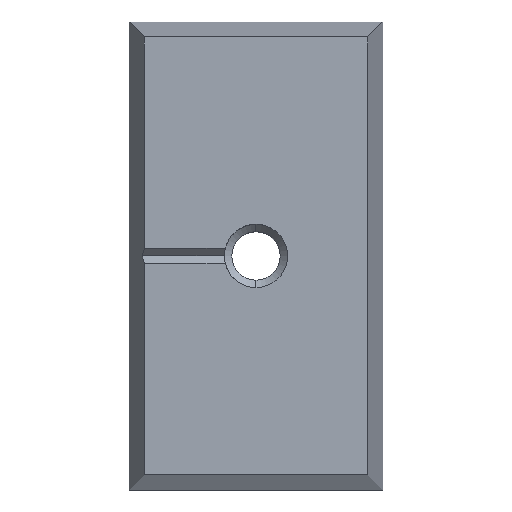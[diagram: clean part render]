
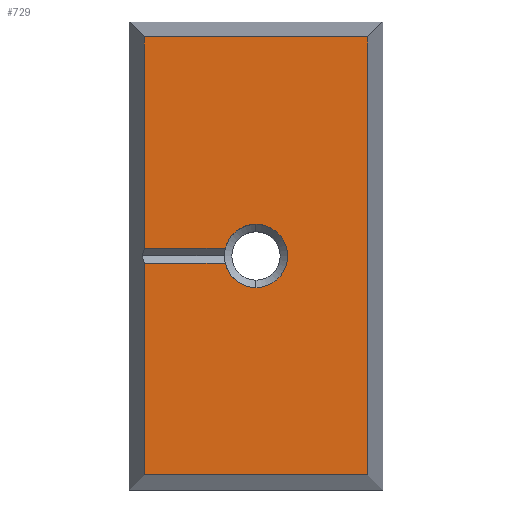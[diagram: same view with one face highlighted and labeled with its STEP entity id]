
A CAD part, top view. The second image highlights one B-rep face of the part: STEP entity #729.
In plain terms, the highlighted planar face has unit normal (0, 0, 1).
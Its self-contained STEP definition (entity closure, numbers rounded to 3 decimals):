
#1 = ORIENTED_EDGE ( 'NONE', *, *, #615, .T. ) ;
#22 = AXIS2_PLACEMENT_3D ( 'NONE', #676, #319, #740 ) ;
#29 = VERTEX_POINT ( 'NONE', #670 ) ;
#34 = CIRCLE ( 'NONE', #152, 2.1 ) ;
#36 = VECTOR ( 'NONE', #509, 1000. ) ;
#48 = VECTOR ( 'NONE', #247, 1000. ) ;
#53 = DIRECTION ( 'NONE',  ( -1., 0., 0. ) ) ;
#55 = ORIENTED_EDGE ( 'NONE', *, *, #149, .F. ) ;
#70 = CARTESIAN_POINT ( 'NONE',  ( -8.598, -0.5, 0. ) ) ;
#73 = EDGE_CURVE ( 'NONE', #531, #725, #466, .T. ) ;
#101 = ORIENTED_EDGE ( 'NONE', *, *, #270, .F. ) ;
#105 = EDGE_CURVE ( 'NONE', #725, #677, #669, .T. ) ;
#106 = CARTESIAN_POINT ( 'NONE',  ( -7.4, -14.5, 0. ) ) ;
#110 = CARTESIAN_POINT ( 'NONE',  ( -2.04, 0.5, 0. ) ) ;
#120 = CARTESIAN_POINT ( 'NONE',  ( -7.4, 0.5, 0. ) ) ;
#134 = DIRECTION ( 'NONE',  ( 1., 0., 0. ) ) ;
#140 = CARTESIAN_POINT ( 'NONE',  ( 8.4, 14.5, 0. ) ) ;
#149 = EDGE_CURVE ( 'NONE', #566, #643, #656, .T. ) ;
#152 = AXIS2_PLACEMENT_3D ( 'NONE', #733, #375, #795 ) ;
#164 = ORIENTED_EDGE ( 'NONE', *, *, #691, .F. ) ;
#179 = VERTEX_POINT ( 'NONE', #673 ) ;
#190 = VERTEX_POINT ( 'NONE', #205 ) ;
#198 = LINE ( 'NONE', #140, #36 ) ;
#201 = ORIENTED_EDGE ( 'NONE', *, *, #105, .F. ) ;
#205 = CARTESIAN_POINT ( 'NONE',  ( 0., -2.1, 0. ) ) ;
#208 = ORIENTED_EDGE ( 'NONE', *, *, #73, .F. ) ;
#217 = ORIENTED_EDGE ( 'NONE', *, *, #744, .T. ) ;
#220 = DIRECTION ( 'NONE',  ( 0., 1., 0. ) ) ;
#228 = DIRECTION ( 'NONE',  ( 1., 0., 0. ) ) ;
#237 = CARTESIAN_POINT ( 'NONE',  ( 7.4, -14.5, 0. ) ) ;
#238 = VERTEX_POINT ( 'NONE', #336 ) ;
#247 = DIRECTION ( 'NONE',  ( 0., 1., 0. ) ) ;
#268 = CARTESIAN_POINT ( 'NONE',  ( -7.4, -0.5, 0. ) ) ;
#270 = EDGE_CURVE ( 'NONE', #29, #190, #461, .T. ) ;
#271 = DIRECTION ( 'NONE',  ( 0., 0., 1. ) ) ;
#284 = FACE_OUTER_BOUND ( 'NONE', #635, .T. ) ;
#291 = CARTESIAN_POINT ( 'NONE',  ( 0., 0., 0. ) ) ;
#293 = CARTESIAN_POINT ( 'NONE',  ( 7.4, -15.5, 0. ) ) ;
#317 = EDGE_CURVE ( 'NONE', #677, #29, #482, .T. ) ;
#319 = DIRECTION ( 'NONE',  ( 0., 0., 1. ) ) ;
#336 = CARTESIAN_POINT ( 'NONE',  ( 0., 2.1, 0. ) ) ;
#350 = VECTOR ( 'NONE', #134, 1000. ) ;
#373 = CARTESIAN_POINT ( 'NONE',  ( -8.598, 0.5, 0. ) ) ;
#375 = DIRECTION ( 'NONE',  ( 0., 0., 1. ) ) ;
#426 = CARTESIAN_POINT ( 'NONE',  ( 8.4, -14.5, 0. ) ) ;
#445 = AXIS2_PLACEMENT_3D ( 'NONE', #628, #271, #695 ) ;
#461 = CIRCLE ( 'NONE', #22, 2.1 ) ;
#466 = LINE ( 'NONE', #426, #625 ) ;
#472 = EDGE_CURVE ( 'NONE', #566, #764, #704, .T. ) ;
#482 = LINE ( 'NONE', #70, #350 ) ;
#509 = DIRECTION ( 'NONE',  ( -1., 0., 0. ) ) ;
#519 = VECTOR ( 'NONE', #598, 1000. ) ;
#522 = CIRCLE ( 'NONE', #445, 2.1 ) ;
#529 = PLANE ( 'NONE',  #685 ) ;
#531 = VERTEX_POINT ( 'NONE', #237 ) ;
#555 = EDGE_CURVE ( 'NONE', #238, #764, #34, .T. ) ;
#566 = VERTEX_POINT ( 'NONE', #120 ) ;
#587 = VECTOR ( 'NONE', #647, 1000. ) ;
#591 = DIRECTION ( 'NONE',  ( 0., 0., 1. ) ) ;
#598 = DIRECTION ( 'NONE',  ( 1., 0., 0. ) ) ;
#604 = LINE ( 'NONE', #293, #587 ) ;
#615 = EDGE_CURVE ( 'NONE', #179, #643, #198, .T. ) ;
#624 = CARTESIAN_POINT ( 'NONE',  ( -7.4, 14.5, 0. ) ) ;
#625 = VECTOR ( 'NONE', #53, 1000. ) ;
#626 = ORIENTED_EDGE ( 'NONE', *, *, #317, .F. ) ;
#628 = CARTESIAN_POINT ( 'NONE',  ( 0., 0., 0. ) ) ;
#635 = EDGE_LOOP ( 'NONE', ( #707, #714, #164, #101, #626, #201, #208, #217, #1, #55 ) ) ;
#643 = VERTEX_POINT ( 'NONE', #624 ) ;
#645 = VECTOR ( 'NONE', #220, 1000. ) ;
#647 = DIRECTION ( 'NONE',  ( 0., 1., 0. ) ) ;
#656 = LINE ( 'NONE', #745, #48 ) ;
#669 = LINE ( 'NONE', #786, #645 ) ;
#670 = CARTESIAN_POINT ( 'NONE',  ( -2.04, -0.5, 0. ) ) ;
#673 = CARTESIAN_POINT ( 'NONE',  ( 7.4, 14.5, 0. ) ) ;
#676 = CARTESIAN_POINT ( 'NONE',  ( 0., 0., 0. ) ) ;
#677 = VERTEX_POINT ( 'NONE', #268 ) ;
#685 = AXIS2_PLACEMENT_3D ( 'NONE', #291, #591, #228 ) ;
#691 = EDGE_CURVE ( 'NONE', #190, #238, #522, .T. ) ;
#695 = DIRECTION ( 'NONE',  ( 0., -1., 0. ) ) ;
#704 = LINE ( 'NONE', #373, #519 ) ;
#707 = ORIENTED_EDGE ( 'NONE', *, *, #472, .T. ) ;
#714 = ORIENTED_EDGE ( 'NONE', *, *, #555, .F. ) ;
#725 = VERTEX_POINT ( 'NONE', #106 ) ;
#729 = ADVANCED_FACE ( 'NONE', ( #284 ), #529, .T. ) ;
#733 = CARTESIAN_POINT ( 'NONE',  ( 0., 0., 0. ) ) ;
#740 = DIRECTION ( 'NONE',  ( 0., -1., 0. ) ) ;
#744 = EDGE_CURVE ( 'NONE', #531, #179, #604, .T. ) ;
#745 = CARTESIAN_POINT ( 'NONE',  ( -7.4, -15.5, 0. ) ) ;
#764 = VERTEX_POINT ( 'NONE', #110 ) ;
#786 = CARTESIAN_POINT ( 'NONE',  ( -7.4, -15.5, 0. ) ) ;
#795 = DIRECTION ( 'NONE',  ( 0., -1., 0. ) ) ;
